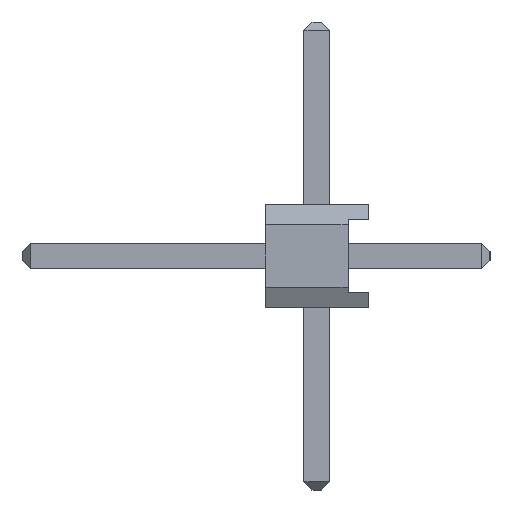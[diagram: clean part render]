
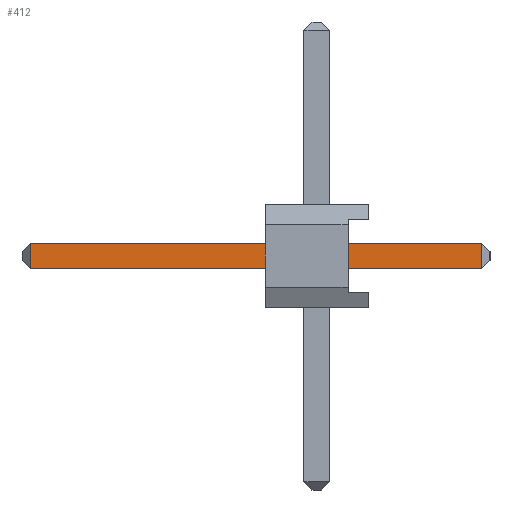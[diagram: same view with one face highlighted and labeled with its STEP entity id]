
A CAD part, left-side view. The second image highlights one B-rep face of the part: STEP entity #412.
In plain terms, the highlighted planar face has unit normal (-1, 0, 0).
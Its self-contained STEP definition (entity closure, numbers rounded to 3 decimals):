
#412 = ADVANCED_FACE( '', ( #973 ), #974, .F. );
#973 = FACE_OUTER_BOUND( '', #1683, .T. );
#974 = PLANE( '', #1684 );
#1683 = EDGE_LOOP( '', ( #2977, #2978, #2979, #2980 ) );
#1684 = AXIS2_PLACEMENT_3D( '', #2981, #2982, #2983 );
#2977 = ORIENTED_EDGE( '', *, *, #4727, .T. );
#2978 = ORIENTED_EDGE( '', *, *, #4369, .T. );
#2979 = ORIENTED_EDGE( '', *, *, #4728, .F. );
#2980 = ORIENTED_EDGE( '', *, *, #4442, .T. );
#2981 = CARTESIAN_POINT( '', ( -0.32, -0.32, 5.77 ) );
#2982 = DIRECTION( '', ( 1., 0., 0. ) );
#2983 = DIRECTION( '', ( 0., 0., -1. ) );
#4369 = EDGE_CURVE( '', #5300, #5305, #5307, .T. );
#4442 = EDGE_CURVE( '', #5423, #5428, #5430, .T. );
#4727 = EDGE_CURVE( '', #5428, #5300, #5892, .T. );
#4728 = EDGE_CURVE( '', #5423, #5305, #5893, .T. );
#5300 = VERTEX_POINT( '', #6651 );
#5305 = VERTEX_POINT( '', #6658 );
#5307 = LINE( '', #6661, #6662 );
#5423 = VERTEX_POINT( '', #6832 );
#5428 = VERTEX_POINT( '', #6839 );
#5430 = LINE( '', #6842, #6843 );
#5892 = LINE( '', #7546, #7547 );
#5893 = LINE( '', #7548, #7549 );
#6651 = CARTESIAN_POINT( '', ( -0.32, 0.32, -5.57 ) );
#6658 = CARTESIAN_POINT( '', ( -0.32, -0.32, -5.57 ) );
#6661 = CARTESIAN_POINT( '', ( -0.32, -0.32, -5.57 ) );
#6662 = VECTOR( '', #8298, 1000. );
#6832 = CARTESIAN_POINT( '', ( -0.32, -0.32, 5.57 ) );
#6839 = CARTESIAN_POINT( '', ( -0.32, 0.32, 5.57 ) );
#6842 = CARTESIAN_POINT( '', ( -0.32, -0.32, 5.57 ) );
#6843 = VECTOR( '', #8356, 1000. );
#7546 = CARTESIAN_POINT( '', ( -0.32, 0.32, 5.77 ) );
#7547 = VECTOR( '', #8598, 1000. );
#7548 = CARTESIAN_POINT( '', ( -0.32, -0.32, 5.77 ) );
#7549 = VECTOR( '', #8599, 1000. );
#8298 = DIRECTION( '', ( 0., -1., 0. ) );
#8356 = DIRECTION( '', ( 0., 1., 0. ) );
#8598 = DIRECTION( '', ( 0., 0., -1. ) );
#8599 = DIRECTION( '', ( 0., 0., -1. ) );
